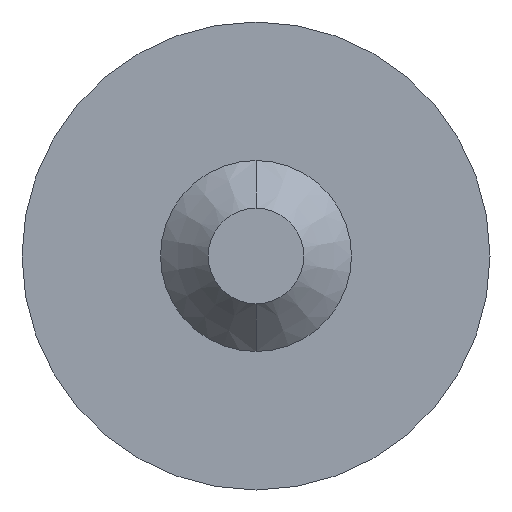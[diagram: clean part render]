
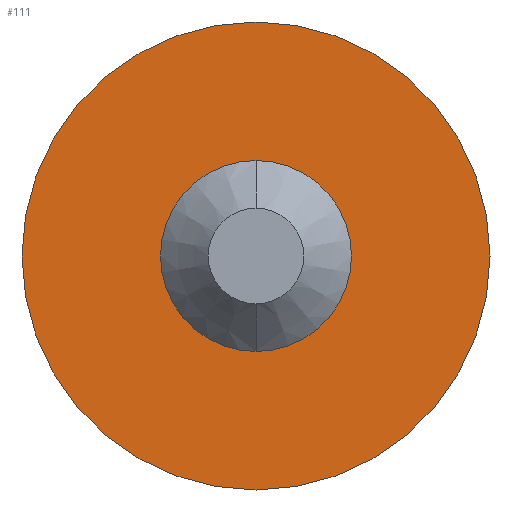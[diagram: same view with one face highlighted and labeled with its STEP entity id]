
A CAD part, front view. The second image highlights one B-rep face of the part: STEP entity #111.
In plain terms, the highlighted planar face has unit normal (0, -1, 0).
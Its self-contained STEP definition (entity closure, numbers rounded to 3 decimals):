
#21 = CARTESIAN_POINT ( 'NONE',  ( 0., 0., 1. ) ) ;
#46 = EDGE_CURVE ( 'NONE', #520, #84, #518, .T. ) ;
#51 = CARTESIAN_POINT ( 'NONE',  ( 0., 0., -1. ) ) ;
#55 = VERTEX_POINT ( 'NONE', #113 ) ;
#63 = PLANE ( 'NONE',  #163 ) ;
#84 = VERTEX_POINT ( 'NONE', #21 ) ;
#111 = ADVANCED_FACE ( 'NONE', ( #298, #259 ), #63, .T. ) ;
#113 = CARTESIAN_POINT ( 'NONE',  ( 0., 0., -2.45 ) ) ;
#126 = EDGE_LOOP ( 'NONE', ( #210, #494 ) ) ;
#140 = DIRECTION ( 'NONE',  ( 0., 1., 0. ) ) ;
#152 = EDGE_CURVE ( 'NONE', #442, #55, #410, .T. ) ;
#162 = CARTESIAN_POINT ( 'NONE',  ( 0., 0., 0. ) ) ;
#163 = AXIS2_PLACEMENT_3D ( 'NONE', #556, #373, #385 ) ;
#197 = DIRECTION ( 'NONE',  ( 0., 0., 1. ) ) ;
#203 = ORIENTED_EDGE ( 'NONE', *, *, #427, .T. ) ;
#210 = ORIENTED_EDGE ( 'NONE', *, *, #300, .T. ) ;
#215 = AXIS2_PLACEMENT_3D ( 'NONE', #290, #390, #470 ) ;
#221 = AXIS2_PLACEMENT_3D ( 'NONE', #506, #266, #460 ) ;
#238 = CIRCLE ( 'NONE', #221, 2.45 ) ;
#259 = FACE_OUTER_BOUND ( 'NONE', #561, .T. ) ;
#266 = DIRECTION ( 'NONE',  ( 0., -1., 0. ) ) ;
#274 = CARTESIAN_POINT ( 'NONE',  ( 0., 0., 2.45 ) ) ;
#287 = AXIS2_PLACEMENT_3D ( 'NONE', #579, #140, #583 ) ;
#288 = CIRCLE ( 'NONE', #287, 1. ) ;
#290 = CARTESIAN_POINT ( 'NONE',  ( 0., 0., 0. ) ) ;
#298 = FACE_BOUND ( 'NONE', #126, .T. ) ;
#300 = EDGE_CURVE ( 'NONE', #84, #520, #288, .T. ) ;
#346 = ORIENTED_EDGE ( 'NONE', *, *, #152, .T. ) ;
#373 = DIRECTION ( 'NONE',  ( 0., -1., 0. ) ) ;
#385 = DIRECTION ( 'NONE',  ( 0., 0., -1. ) ) ;
#390 = DIRECTION ( 'NONE',  ( 0., -1., 0. ) ) ;
#410 = CIRCLE ( 'NONE', #215, 2.45 ) ;
#427 = EDGE_CURVE ( 'NONE', #55, #442, #238, .T. ) ;
#442 = VERTEX_POINT ( 'NONE', #274 ) ;
#459 = DIRECTION ( 'NONE',  ( 0., 1., 0. ) ) ;
#460 = DIRECTION ( 'NONE',  ( 0., 0., -1. ) ) ;
#470 = DIRECTION ( 'NONE',  ( 0., 0., -1. ) ) ;
#494 = ORIENTED_EDGE ( 'NONE', *, *, #46, .T. ) ;
#506 = CARTESIAN_POINT ( 'NONE',  ( 0., 0., 0. ) ) ;
#518 = CIRCLE ( 'NONE', #566, 1. ) ;
#520 = VERTEX_POINT ( 'NONE', #51 ) ;
#556 = CARTESIAN_POINT ( 'NONE',  ( 0., 0., 0. ) ) ;
#561 = EDGE_LOOP ( 'NONE', ( #203, #346 ) ) ;
#566 = AXIS2_PLACEMENT_3D ( 'NONE', #162, #459, #197 ) ;
#579 = CARTESIAN_POINT ( 'NONE',  ( 0., 0., 0. ) ) ;
#583 = DIRECTION ( 'NONE',  ( 0., 0., 1. ) ) ;
